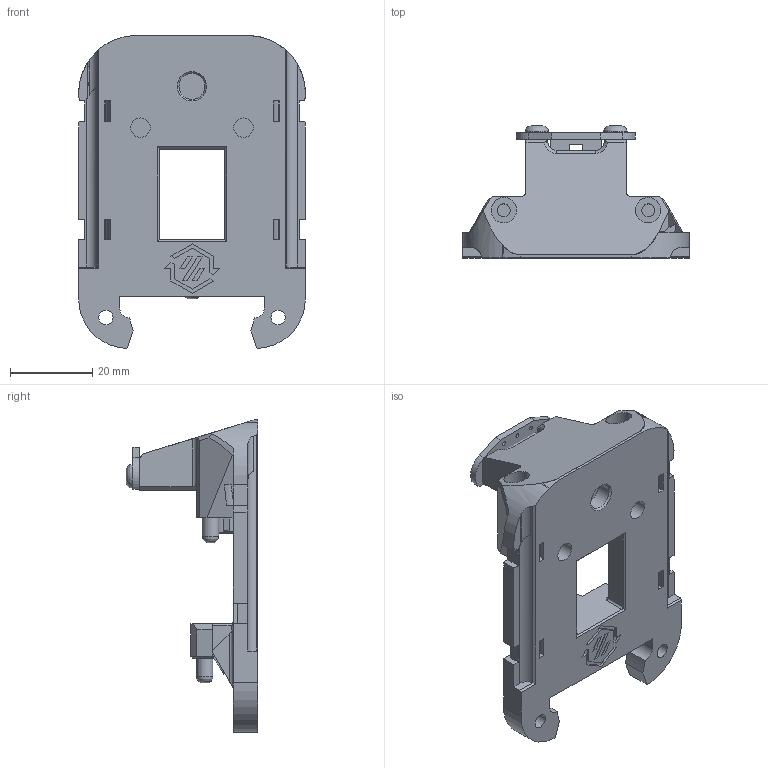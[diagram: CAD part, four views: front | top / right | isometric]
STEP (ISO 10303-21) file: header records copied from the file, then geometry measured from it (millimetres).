
FILE_DESCRIPTION(/* description */ (''),/* implementation_level */ '2;1');
FILE_NAME(/* name */ 'RapidBurner.step',/* time_stamp */ '2024-07-11T16:23:08+01:00',/* author */ (''),/* organization */ (''),/* preprocessor_version */ 'ST-DEVELOPER v20',/* originating_system */ 'Autodesk Translation Framework v13.14.0.145',/* authorisation */ '');
FILE_SCHEMA (('AUTOMOTIVE_DESIGN { 1 0 10303 214 3 1 1 }'));
Length unit declared in the file: millimetre
Products named in the file (12): RapidBurner SC V1.1R2; Backplate; Hardware; Tap_Sensor; Board; Sensor; M3x6 BHCS (2); M3x6 FHCS (7) (1); M3x6 FHCS (7) (1) (1); Pins 4x12 Rounded; Pins 4x12 Rounded (1); Pins 4x12 Rounded (2)
Assembly tree (12 placements, depth 4):
  RapidBurner SC V1.1R2
    Backplate
    Hardware
      Tap_Sensor
        Board
        Sensor
        M3x6 BHCS (2)  x2
      M3x6 FHCS (7) (1)
      M3x6 FHCS (7) (1) (1)
      Pins 4x12 Rounded
      Pins 4x12 Rounded (1)
      Pins 4x12 Rounded (2)
Bounding box: 55 x 31.97 x 75.87 mm (x, y, z)
Volume: 30336.6 mm3; surface area: 15091.1 mm2
Topology: 10 solids, 10 shells, 468 faces, 1238 edges, 812 vertices
Faces by surface type: plane 340, cylinder 96, cone 19, bspline 11, torus 2
Full cylindrical faces by diameter (mm): 0.87 x5, 1 x3, 2.8 x4, 3 x4, 3.1 x3, 3.2 x2, 3.5 x2, 4 x3, 4.7 x1, 5.54 x2, 5.7 x2, 6.1 x1, 6.2 x2, 6.3 x3
Entity records: 14660 total; most frequent: CARTESIAN_POINT 2927, ORIENTED_EDGE 2398, DIRECTION 2301, EDGE_CURVE 1199, LINE 917, VECTOR 917, VERTEX_POINT 788, AXIS2_PLACEMENT_3D 692
